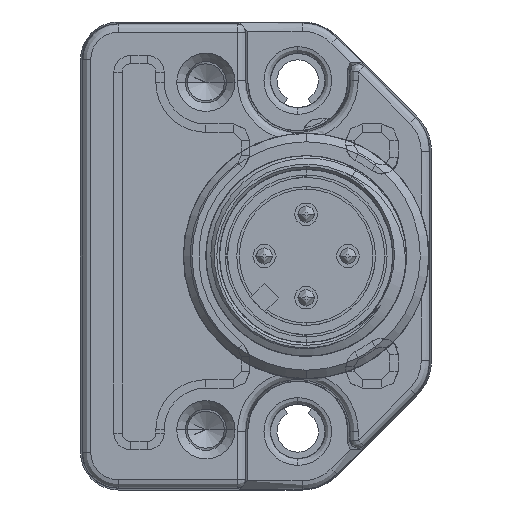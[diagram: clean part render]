
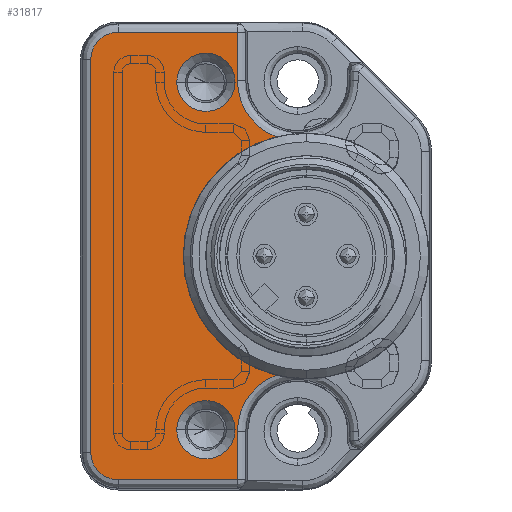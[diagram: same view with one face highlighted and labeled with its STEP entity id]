
A CAD part, left-side view. The second image highlights one B-rep face of the part: STEP entity #31817.
In plain terms, the highlighted planar face has unit normal (-1, 0, 0).
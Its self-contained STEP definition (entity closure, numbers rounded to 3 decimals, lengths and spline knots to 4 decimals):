
#5621=CARTESIAN_POINT('',(-0.5118,0.315,
-0.4134));
#5622=DIRECTION('',(1.,0.,0.));
#5623=DIRECTION('',(0.,1.,0.));
#5624=AXIS2_PLACEMENT_3D('',#5621,#5622,#5623);
#5626=DIRECTION('',(0.,0.,1.));
#5627=VECTOR('',#5626,0.1138);
#5628=CARTESIAN_POINT('',(-0.5118,0.4572,
-0.5272));
#5629=LINE('',#5628,#5627);
#5630=DIRECTION('',(0.,-1.,0.));
#5631=VECTOR('',#5630,0.281);
#5632=CARTESIAN_POINT('',(-0.5118,0.7382,
-0.5272));
#5633=LINE('',#5632,#5631);
#5634=CARTESIAN_POINT('',(-0.5118,0.7382,
-0.4626));
#5635=DIRECTION('',(-1.,0.,0.));
#5636=DIRECTION('',(0.,1.,0.));
#5637=AXIS2_PLACEMENT_3D('',#5634,#5635,#5636);
#5639=DIRECTION('',(0.,0.,-1.));
#5640=VECTOR('',#5639,0.9252);
#5641=CARTESIAN_POINT('',(-0.5118,0.8028,
0.4626));
#5642=LINE('',#5641,#5640);
#5643=CARTESIAN_POINT('',(-0.5118,0.7382,
0.4626));
#5644=DIRECTION('',(-1.,0.,0.));
#5645=DIRECTION('',(0.,0.,1.));
#5646=AXIS2_PLACEMENT_3D('',#5643,#5644,#5645);
#5648=DIRECTION('',(0.,1.,0.));
#5649=VECTOR('',#5648,0.281);
#5650=CARTESIAN_POINT('',(-0.5118,0.4572,
0.5272));
#5651=LINE('',#5650,#5649);
#5652=DIRECTION('',(0.,0.,1.));
#5653=VECTOR('',#5652,0.1138);
#5654=CARTESIAN_POINT('',(-0.5118,0.4572,
0.4134));
#5655=LINE('',#5654,#5653);
#5656=CARTESIAN_POINT('',(-0.5118,0.315,
0.4134));
#5657=DIRECTION('',(1.,0.,0.));
#5658=DIRECTION('',(0.,0.359,-0.933));
#5659=AXIS2_PLACEMENT_3D('',#5656,#5657,#5658);
#5661=CARTESIAN_POINT('',(-0.5118,0.2953,0.));
#5662=DIRECTION('',(-1.,0.,0.));
#5663=DIRECTION('',(0.,0.244,0.97));
#5664=AXIS2_PLACEMENT_3D('',#5661,#5662,#5663);
#5666=CARTESIAN_POINT('',(-0.5118,0.5315,
-0.4091));
#5667=DIRECTION('',(1.,0.,0.));
#5668=DIRECTION('',(0.,1.,0.));
#5669=AXIS2_PLACEMENT_3D('',#5666,#5667,#5668);
#5671=CARTESIAN_POINT('',(-0.5118,0.5315,
-0.4091));
#5672=DIRECTION('',(1.,0.,0.));
#5673=DIRECTION('',(0.,-1.,0.));
#5674=AXIS2_PLACEMENT_3D('',#5671,#5672,#5673);
#5676=CARTESIAN_POINT('',(-0.5118,0.5315,
0.4091));
#5677=DIRECTION('',(1.,0.,0.));
#5678=DIRECTION('',(0.,1.,0.));
#5679=AXIS2_PLACEMENT_3D('',#5676,#5677,#5678);
#5681=CARTESIAN_POINT('',(-0.5118,0.5315,
0.4091));
#5682=DIRECTION('',(1.,0.,0.));
#5683=DIRECTION('',(0.,-1.,0.));
#5684=AXIS2_PLACEMENT_3D('',#5681,#5682,#5683);
#22845=CARTESIAN_POINT('',(-0.5118,0.8028,
-0.4626));
#22846=CARTESIAN_POINT('',(-0.5118,0.7382,
-0.5272));
#22847=VERTEX_POINT('',#22845);
#22848=VERTEX_POINT('',#22846);
#22853=CARTESIAN_POINT('',(-0.5118,0.8028,
0.4626));
#22854=VERTEX_POINT('',#22853);
#22857=CARTESIAN_POINT('',(-0.5118,0.7382,
0.5272));
#22858=VERTEX_POINT('',#22857);
#22881=CARTESIAN_POINT('',(-0.5118,0.6004,
-0.4091));
#22882=CARTESIAN_POINT('',(-0.5118,0.4626,
-0.4091));
#22883=VERTEX_POINT('',#22881);
#22884=VERTEX_POINT('',#22882);
#22885=CARTESIAN_POINT('',(-0.5118,0.6004,
0.4091));
#22886=CARTESIAN_POINT('',(-0.5118,0.4626,
0.4091));
#22887=VERTEX_POINT('',#22885);
#22888=VERTEX_POINT('',#22886);
#22917=CARTESIAN_POINT('',(-0.5118,0.4572,
-0.4134));
#22918=CARTESIAN_POINT('',(-0.5118,0.366,
-0.2806));
#22919=VERTEX_POINT('',#22917);
#22920=VERTEX_POINT('',#22918);
#22921=CARTESIAN_POINT('',(-0.5118,0.4572,
-0.5272));
#22922=VERTEX_POINT('',#22921);
#22945=CARTESIAN_POINT('',(-0.5118,0.366,
0.2806));
#22946=CARTESIAN_POINT('',(-0.5118,0.4572,
0.4134));
#22947=VERTEX_POINT('',#22945);
#22948=VERTEX_POINT('',#22946);
#22949=CARTESIAN_POINT('',(-0.5118,0.4572,
0.5272));
#22950=VERTEX_POINT('',#22949);
#31780=CARTESIAN_POINT('',(-0.5118,0.,0.));
#31781=DIRECTION('',(-1.,0.,0.));
#31782=DIRECTION('',(0.,0.,1.));
#31783=AXIS2_PLACEMENT_3D('',#31780,#31781,#31782);
#31784=PLANE('',#31783);
#31786=ORIENTED_EDGE('',*,*,#31785,.F.);
#31788=ORIENTED_EDGE('',*,*,#31787,.F.);
#31790=ORIENTED_EDGE('',*,*,#31789,.F.);
#31792=ORIENTED_EDGE('',*,*,#31791,.F.);
#31794=ORIENTED_EDGE('',*,*,#31793,.F.);
#31796=ORIENTED_EDGE('',*,*,#31795,.F.);
#31798=ORIENTED_EDGE('',*,*,#31797,.F.);
#31799=ORIENTED_EDGE('',*,*,#31771,.F.);
#31800=ORIENTED_EDGE('',*,*,#31729,.F.);
#31802=ORIENTED_EDGE('',*,*,#31801,.T.);
#31803=EDGE_LOOP('',(#31786,#31788,#31790,#31792,#31794,#31796,#31798,#31799,
#31800,#31802));
#31804=FACE_OUTER_BOUND('',#31803,.F.);
#31806=ORIENTED_EDGE('',*,*,#31805,.F.);
#31808=ORIENTED_EDGE('',*,*,#31807,.F.);
#31809=EDGE_LOOP('',(#31806,#31808));
#31810=FACE_BOUND('',#31809,.F.);
#31812=ORIENTED_EDGE('',*,*,#31811,.F.);
#31814=ORIENTED_EDGE('',*,*,#31813,.F.);
#31815=EDGE_LOOP('',(#31812,#31814));
#31816=FACE_BOUND('',#31815,.F.);
#31817=ADVANCED_FACE('',(#31804,#31810,#31816),#31784,.T.);
#5625=CIRCLE('',#5624,0.1423);
#5638=CIRCLE('',#5637,0.0646);
#5647=CIRCLE('',#5646,0.0646);
#5660=CIRCLE('',#5659,0.1423);
#5665=CIRCLE('',#5664,0.2894);
#5670=CIRCLE('',#5669,0.0689);
#5675=CIRCLE('',#5674,0.0689);
#5680=CIRCLE('',#5679,0.0689);
#5685=CIRCLE('',#5684,0.0689);
#31729=EDGE_CURVE('',#22947,#22948,#5660,.T.);
#31771=EDGE_CURVE('',#22948,#22950,#5655,.T.);
#31785=EDGE_CURVE('',#22919,#22920,#5625,.T.);
#31787=EDGE_CURVE('',#22922,#22919,#5629,.T.);
#31789=EDGE_CURVE('',#22848,#22922,#5633,.T.);
#31791=EDGE_CURVE('',#22847,#22848,#5638,.T.);
#31793=EDGE_CURVE('',#22854,#22847,#5642,.T.);
#31795=EDGE_CURVE('',#22858,#22854,#5647,.T.);
#31797=EDGE_CURVE('',#22950,#22858,#5651,.T.);
#31801=EDGE_CURVE('',#22947,#22920,#5665,.T.);
#31805=EDGE_CURVE('',#22883,#22884,#5670,.T.);
#31807=EDGE_CURVE('',#22884,#22883,#5675,.T.);
#31811=EDGE_CURVE('',#22887,#22888,#5680,.T.);
#31813=EDGE_CURVE('',#22888,#22887,#5685,.T.);
